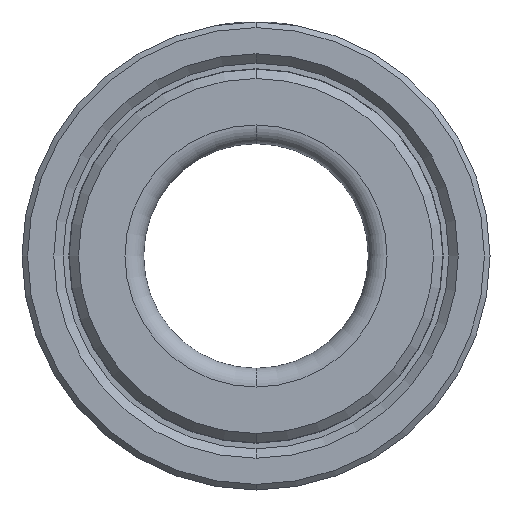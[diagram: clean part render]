
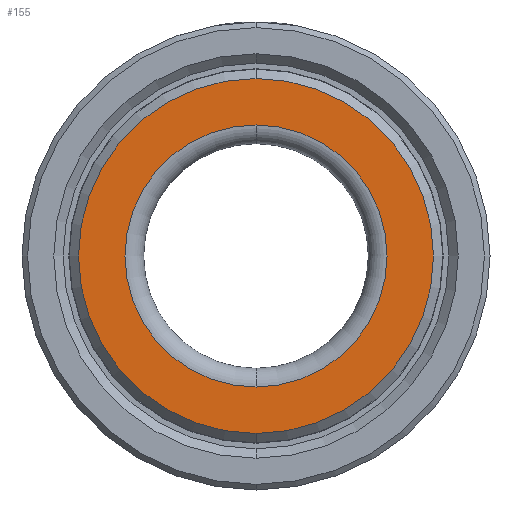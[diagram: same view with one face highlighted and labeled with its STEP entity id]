
A CAD part, front view. The second image highlights one B-rep face of the part: STEP entity #155.
In plain terms, the highlighted planar face has unit normal (0, -1, 0).
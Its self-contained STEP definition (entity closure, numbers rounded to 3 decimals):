
#26 = DIRECTION ( 'NONE',  ( 0., 0., 1. ) ) ;
#50 = DIRECTION ( 'NONE',  ( 0., 0., 1. ) ) ;
#66 = VERTEX_POINT ( 'NONE', #177 ) ;
#155 = ADVANCED_FACE ( 'NONE', ( #1323, #956 ), #483, .F. ) ;
#177 = CARTESIAN_POINT ( 'NONE',  ( 0., -15., 9.48 ) ) ;
#229 = EDGE_LOOP ( 'NONE', ( #1542, #609 ) ) ;
#230 = CARTESIAN_POINT ( 'NONE',  ( 0., -15., 0. ) ) ;
#300 = ORIENTED_EDGE ( 'NONE', *, *, #653, .T. ) ;
#367 = DIRECTION ( 'NONE',  ( 0., 0., 1. ) ) ;
#390 = EDGE_CURVE ( 'NONE', #66, #1747, #1026, .T. ) ;
#419 = CARTESIAN_POINT ( 'NONE',  ( 0., -15., 7. ) ) ;
#429 = AXIS2_PLACEMENT_3D ( 'NONE', #1157, #1149, #1426 ) ;
#483 = PLANE ( 'NONE',  #429 ) ;
#547 = DIRECTION ( 'NONE',  ( 0., -1., 0. ) ) ;
#550 = EDGE_CURVE ( 'NONE', #898, #1735, #1537, .T. ) ;
#551 = CARTESIAN_POINT ( 'NONE',  ( 0., -15., -9.48 ) ) ;
#572 = AXIS2_PLACEMENT_3D ( 'NONE', #1670, #849, #50 ) ;
#609 = ORIENTED_EDGE ( 'NONE', *, *, #550, .T. ) ;
#653 = EDGE_CURVE ( 'NONE', #1747, #66, #1301, .T. ) ;
#824 = DIRECTION ( 'NONE',  ( 0., 1., 0. ) ) ;
#849 = DIRECTION ( 'NONE',  ( 0., 1., 0. ) ) ;
#854 = EDGE_CURVE ( 'NONE', #1735, #898, #867, .T. ) ;
#867 = CIRCLE ( 'NONE', #1350, 7. ) ;
#890 = EDGE_LOOP ( 'NONE', ( #1486, #300 ) ) ;
#898 = VERTEX_POINT ( 'NONE', #1372 ) ;
#956 = FACE_BOUND ( 'NONE', #229, .T. ) ;
#1026 = CIRCLE ( 'NONE', #1332, 9.48 ) ;
#1149 = DIRECTION ( 'NONE',  ( 0., 1., 0. ) ) ;
#1157 = CARTESIAN_POINT ( 'NONE',  ( 6., -15., 0. ) ) ;
#1178 = DIRECTION ( 'NONE',  ( 0., -1., 0. ) ) ;
#1211 = AXIS2_PLACEMENT_3D ( 'NONE', #230, #1178, #367 ) ;
#1301 = CIRCLE ( 'NONE', #1211, 9.48 ) ;
#1323 = FACE_OUTER_BOUND ( 'NONE', #890, .T. ) ;
#1332 = AXIS2_PLACEMENT_3D ( 'NONE', #1354, #547, #1503 ) ;
#1350 = AXIS2_PLACEMENT_3D ( 'NONE', #1644, #824, #26 ) ;
#1354 = CARTESIAN_POINT ( 'NONE',  ( 0., -15., 0. ) ) ;
#1372 = CARTESIAN_POINT ( 'NONE',  ( 0., -15., -7. ) ) ;
#1426 = DIRECTION ( 'NONE',  ( 0., 0., 1. ) ) ;
#1486 = ORIENTED_EDGE ( 'NONE', *, *, #390, .T. ) ;
#1503 = DIRECTION ( 'NONE',  ( 0., 0., 1. ) ) ;
#1537 = CIRCLE ( 'NONE', #572, 7. ) ;
#1542 = ORIENTED_EDGE ( 'NONE', *, *, #854, .T. ) ;
#1644 = CARTESIAN_POINT ( 'NONE',  ( 0., -15., 0. ) ) ;
#1670 = CARTESIAN_POINT ( 'NONE',  ( 0., -15., 0. ) ) ;
#1735 = VERTEX_POINT ( 'NONE', #419 ) ;
#1747 = VERTEX_POINT ( 'NONE', #551 ) ;
